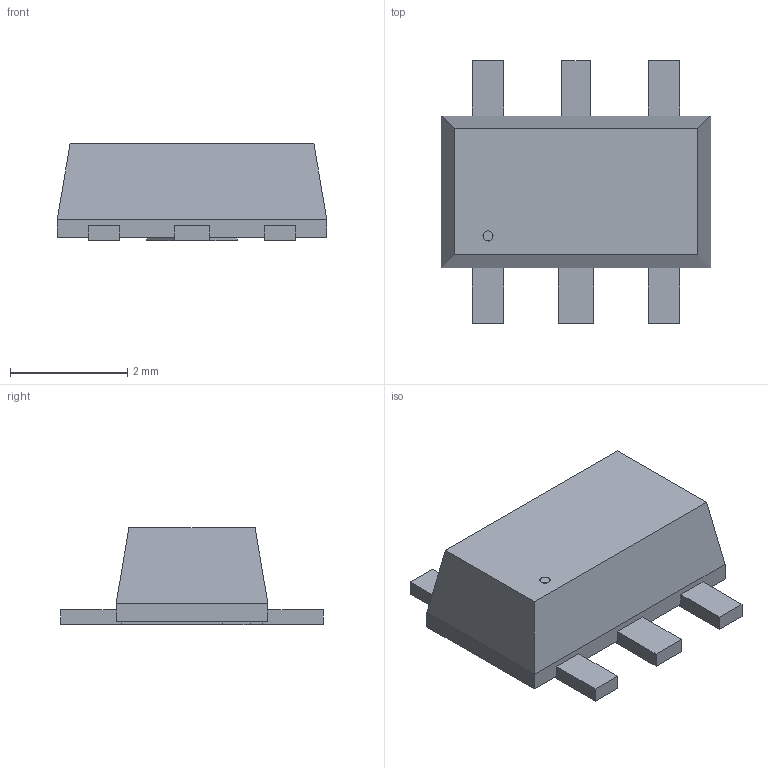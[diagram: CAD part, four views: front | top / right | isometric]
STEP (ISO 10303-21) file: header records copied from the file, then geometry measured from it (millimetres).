
FILE_DESCRIPTION(('STEP AP214'),'1');
FILE_NAME('AP2112R5-3_3TRG1_DIO','2024-03-30T05:23:52',(''),(''),'','','');
FILE_SCHEMA(('AUTOMOTIVE_DESIGN'));
Length unit declared in the file: millimetre
Products named in the file (1): product
Bounding box: 4.6 x 4.47 x 1.65 mm (x, y, z)
Volume: 18 mm3; surface area: 62 mm2
Topology: 13 solids, 13 shells, 85 faces, 173 edges, 114 vertices
Faces by surface type: plane 84, cylinder 1
Full cylindrical faces by diameter (mm): 0.173 x1
Entity records: 2235 total; most frequent: DIRECTION 348, ORIENTED_EDGE 344, CARTESIAN_POINT 203, EDGE_CURVE 172, LINE 170, VECTOR 170, VERTEX_POINT 114, AXIS2_PLACEMENT_3D 89
